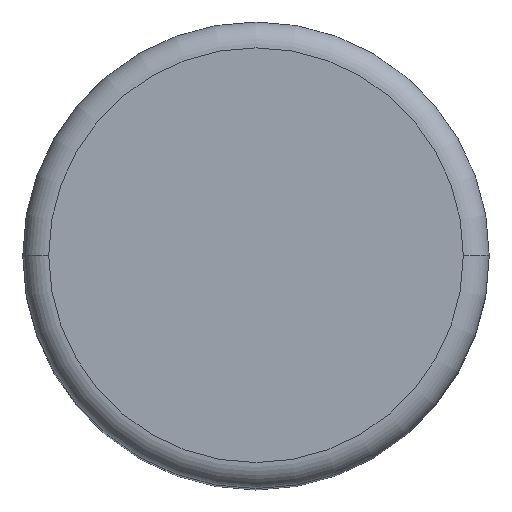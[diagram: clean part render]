
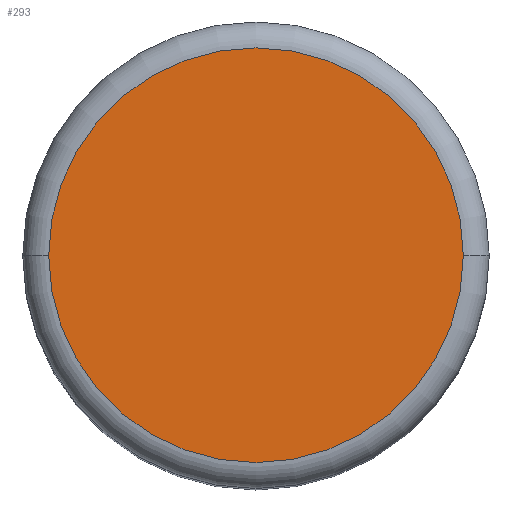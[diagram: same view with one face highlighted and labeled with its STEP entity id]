
A CAD part, top view. The second image highlights one B-rep face of the part: STEP entity #293.
In plain terms, the highlighted planar face has unit normal (0, 0, 1).
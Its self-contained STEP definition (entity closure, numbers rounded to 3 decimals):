
#29 = CARTESIAN_POINT ( 'NONE',  ( 0., 0., 70. ) ) ;
#62 = AXIS2_PLACEMENT_3D ( 'NONE', #29, #131, #91 ) ;
#91 = DIRECTION ( 'NONE',  ( 1., 0., 0. ) ) ;
#106 = ORIENTED_EDGE ( 'NONE', *, *, #256, .T. ) ;
#116 = CARTESIAN_POINT ( 'NONE',  ( -16., 0., 70. ) ) ;
#125 = CARTESIAN_POINT ( 'NONE',  ( 16., 0., 70. ) ) ;
#131 = DIRECTION ( 'NONE',  ( 0., 0., 1. ) ) ;
#144 = ORIENTED_EDGE ( 'NONE', *, *, #191, .T. ) ;
#146 = DIRECTION ( 'NONE',  ( 1., 0., 0. ) ) ;
#163 = DIRECTION ( 'NONE',  ( 1., 0., 0. ) ) ;
#169 = AXIS2_PLACEMENT_3D ( 'NONE', #419, #363, #163 ) ;
#191 = EDGE_CURVE ( 'NONE', #403, #235, #245, .T. ) ;
#235 = VERTEX_POINT ( 'NONE', #116 ) ;
#245 = CIRCLE ( 'NONE', #409, 16. ) ;
#249 = DIRECTION ( 'NONE',  ( 0., 0., 1. ) ) ;
#253 = CARTESIAN_POINT ( 'NONE',  ( 0., 0., 70. ) ) ;
#256 = EDGE_CURVE ( 'NONE', #235, #403, #315, .T. ) ;
#270 = EDGE_LOOP ( 'NONE', ( #144, #106 ) ) ;
#290 = PLANE ( 'NONE',  #169 ) ;
#293 = ADVANCED_FACE ( 'NONE', ( #329 ), #290, .T. ) ;
#315 = CIRCLE ( 'NONE', #62, 16. ) ;
#329 = FACE_OUTER_BOUND ( 'NONE', #270, .T. ) ;
#363 = DIRECTION ( 'NONE',  ( 0., 0., 1. ) ) ;
#403 = VERTEX_POINT ( 'NONE', #125 ) ;
#409 = AXIS2_PLACEMENT_3D ( 'NONE', #253, #249, #146 ) ;
#419 = CARTESIAN_POINT ( 'NONE',  ( 0., 0., 70. ) ) ;
